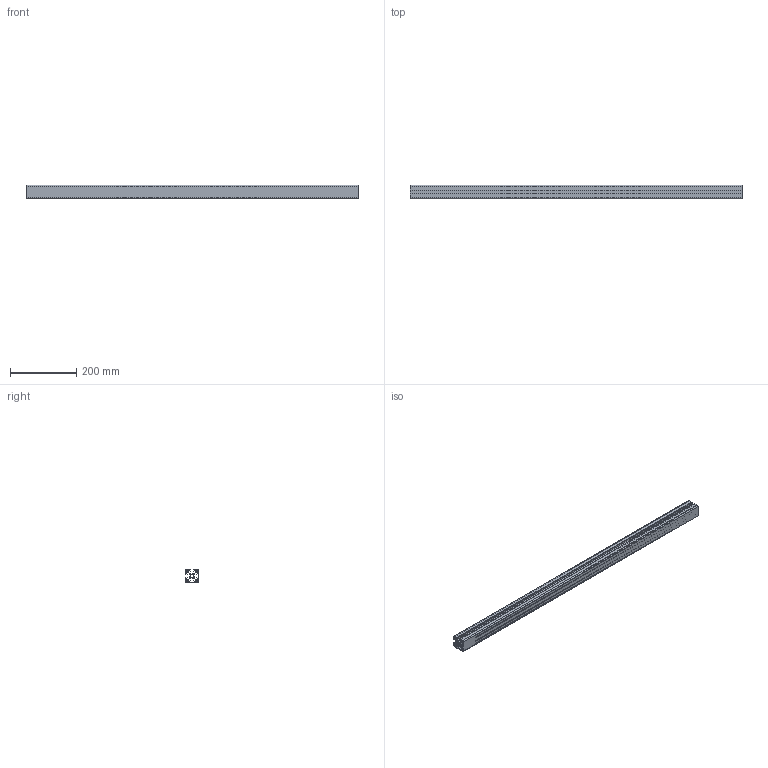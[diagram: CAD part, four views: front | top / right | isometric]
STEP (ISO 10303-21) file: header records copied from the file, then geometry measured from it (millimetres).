
FILE_DESCRIPTION(('STEP AP214'),'1');
FILE_NAME('cctmp_4D907428-D30F-403F-A1DC-A15FBD4503DA_2020_1_20_9_59_14_486..stp','2020-01-20T08:59:14',('Bosch Rexroth AG'),('CADClick - www.CADClick.com'),'Spatial InterOp 3D',' ','unknown authorization - (Healing Option Enabled)');
FILE_SCHEMA(('AUTOMOTIVE_DESIGN'));
Length unit declared in the file: millimetre
Products named in the file (1): 2020_01_20__09-59-14-486
Bounding box: 1000 x 40 x 40 mm (x, y, z)
Volume: 588123.1 mm3; surface area: 557217.5 mm2
Topology: 1 solids, 1 shells, 126 faces, 372 edges, 248 vertices
Faces by surface type: plane 110, cylinder 16
Entity records: 5208 total; most frequent: CARTESIAN_POINT 747, ORIENTED_EDGE 744, DIRECTION 658, EDGE_CURVE 372, LINE 340, VECTOR 340, VERTEX_POINT 248, AXIS2_PLACEMENT_3D 159
